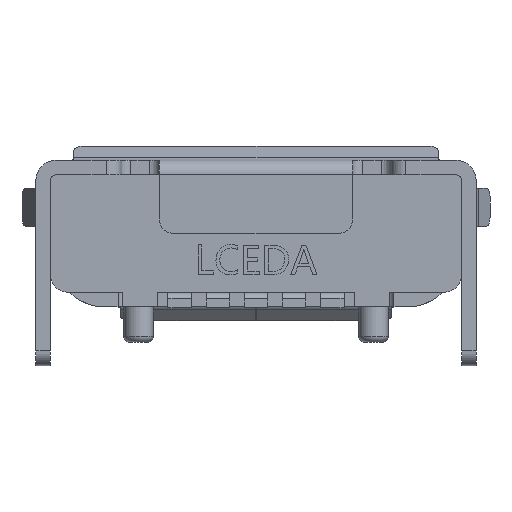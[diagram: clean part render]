
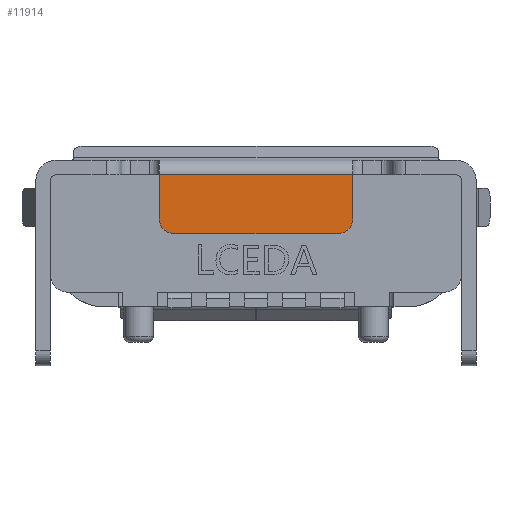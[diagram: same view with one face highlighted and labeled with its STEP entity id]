
A CAD part, front view. The second image highlights one B-rep face of the part: STEP entity #11914.
In plain terms, the highlighted planar face has unit normal (0, -1, 0).
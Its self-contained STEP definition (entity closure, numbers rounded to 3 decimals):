
#460=PLANE('',#12758);
#1243=LINE('',#18090,#2459);
#1244=LINE('',#18094,#2460);
#1245=LINE('',#18096,#2461);
#1246=LINE('',#18098,#2462);
#2459=VECTOR('',#14394,1000.);
#2460=VECTOR('',#14397,1000.);
#2461=VECTOR('',#14398,1000.);
#2462=VECTOR('',#14399,1000.);
#3420=FACE_OUTER_BOUND('',#4068,.T.);
#4068=EDGE_LOOP('',(#8645,#8646,#8647,#8648,#8649,#8650));
#4798=CIRCLE('',#12759,0.25);
#4799=CIRCLE('',#12760,0.25);
#5552=VERTEX_POINT('',#18088);
#5553=VERTEX_POINT('',#18089);
#5554=VERTEX_POINT('',#18091);
#5555=VERTEX_POINT('',#18093);
#5556=VERTEX_POINT('',#18095);
#5557=VERTEX_POINT('',#18097);
#6790=EDGE_CURVE('',#5552,#5553,#1243,.T.);
#6791=EDGE_CURVE('',#5553,#5554,#4798,.T.);
#6792=EDGE_CURVE('',#5555,#5554,#1244,.T.);
#6793=EDGE_CURVE('',#5555,#5556,#1245,.T.);
#6794=EDGE_CURVE('',#5557,#5556,#1246,.T.);
#6795=EDGE_CURVE('',#5557,#5552,#4799,.T.);
#8645=ORIENTED_EDGE('',*,*,#6790,.T.);
#8646=ORIENTED_EDGE('',*,*,#6791,.T.);
#8647=ORIENTED_EDGE('',*,*,#6792,.F.);
#8648=ORIENTED_EDGE('',*,*,#6793,.T.);
#8649=ORIENTED_EDGE('',*,*,#6794,.F.);
#8650=ORIENTED_EDGE('',*,*,#6795,.T.);
#11914=ADVANCED_FACE('',(#3420),#460,.F.);
#12758=AXIS2_PLACEMENT_3D('',#18087,#14392,#14393);
#12759=AXIS2_PLACEMENT_3D('',#18092,#14395,#14396);
#12760=AXIS2_PLACEMENT_3D('',#18099,#14400,#14401);
#14392=DIRECTION('center_axis',(0.,1.,0.));
#14393=DIRECTION('ref_axis',(0.,0.,1.));
#14394=DIRECTION('',(1.,0.,0.));
#14395=DIRECTION('center_axis',(0.,-1.,0.));
#14396=DIRECTION('ref_axis',(0.,0.,1.));
#14397=DIRECTION('',(0.,0.,-1.));
#14398=DIRECTION('',(-1.,0.,0.));
#14399=DIRECTION('',(0.,0.,1.));
#14400=DIRECTION('center_axis',(0.,-1.,0.));
#14401=DIRECTION('ref_axis',(0.,0.,1.));
#18087=CARTESIAN_POINT('Origin',(-3.75,-2.85,2.55));
#18088=CARTESIAN_POINT('',(-1.4,-2.85,1.3));
#18089=CARTESIAN_POINT('',(1.4,-2.85,1.3));
#18090=CARTESIAN_POINT('',(-1.65,-2.85,1.3));
#18091=CARTESIAN_POINT('',(1.65,-2.85,1.55));
#18092=CARTESIAN_POINT('Origin',(1.4,-2.85,1.55));
#18093=CARTESIAN_POINT('',(1.65,-2.85,2.3));
#18094=CARTESIAN_POINT('',(1.65,-2.85,0.049));
#18095=CARTESIAN_POINT('',(-1.65,-2.85,2.3));
#18096=CARTESIAN_POINT('',(-1.65,-2.85,2.3));
#18097=CARTESIAN_POINT('',(-1.65,-2.85,1.55));
#18098=CARTESIAN_POINT('',(-1.65,-2.85,0.049));
#18099=CARTESIAN_POINT('Origin',(-1.4,-2.85,1.55));
